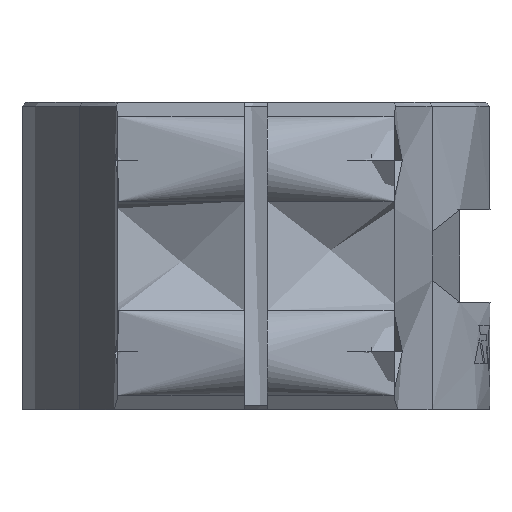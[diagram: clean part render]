
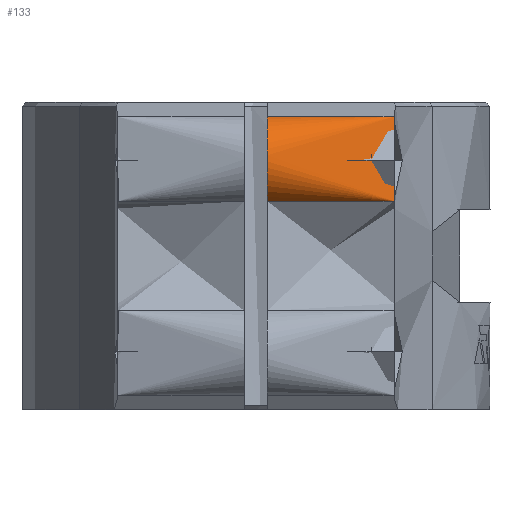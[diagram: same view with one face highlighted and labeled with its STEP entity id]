
A CAD part, left-side view. The second image highlights one B-rep face of the part: STEP entity #133.
In plain terms, the highlighted free-form (B-spline) face has degree [2, 1] with [9, 2] control points.
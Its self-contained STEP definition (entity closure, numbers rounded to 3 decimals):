
#133=ADVANCED_FACE('',(#281),#4543,.T.);
#281=FACE_OUTER_BOUND('',#448,.T.);
#448=EDGE_LOOP('',(#1109,#1110,#1111,#1112));
#1109=ORIENTED_EDGE('',*,*,#4101,.T.);
#1110=ORIENTED_EDGE('',*,*,#4102,.T.);
#1111=ORIENTED_EDGE('',*,*,#3725,.F.);
#1112=ORIENTED_EDGE('',*,*,#3890,.F.);
#1357=(
BOUNDED_CURVE()
B_SPLINE_CURVE(2,(#9003,#9004,#9005,#9006,#9007),.UNSPECIFIED.,.F.,.F.)
B_SPLINE_CURVE_WITH_KNOTS((3,2,3),(-15.77,-7.885,
0.),.UNSPECIFIED.)
CURVE()
GEOMETRIC_REPRESENTATION_ITEM()
RATIONAL_B_SPLINE_CURVE((1.,0.836,1.,0.836,1.))
REPRESENTATION_ITEM('')
);
#1358=(
BOUNDED_CURVE()
B_SPLINE_CURVE(2,(#9008,#9009,#9010,#9011,#9012),.UNSPECIFIED.,.F.,.F.)
B_SPLINE_CURVE_WITH_KNOTS((3,2,3),(-15.77,-7.885,
0.),.UNSPECIFIED.)
CURVE()
GEOMETRIC_REPRESENTATION_ITEM()
RATIONAL_B_SPLINE_CURVE((1.,0.836,1.,0.836,1.))
REPRESENTATION_ITEM('')
);
#1526=(
BOUNDED_CURVE()
B_SPLINE_CURVE(2,(#14800,#14801,#14802,#14803,#14804),.UNSPECIFIED.,.F.,
 .F.)
B_SPLINE_CURVE_WITH_KNOTS((3,2,3),(0.,7.885,15.77),
 .UNSPECIFIED.)
CURVE()
GEOMETRIC_REPRESENTATION_ITEM()
RATIONAL_B_SPLINE_CURVE((1.,0.836,1.,0.836,1.))
REPRESENTATION_ITEM('')
);
#1546=(
BOUNDED_CURVE()
B_SPLINE_CURVE(2,(#15292,#15293,#15294,#15295,#15296),.UNSPECIFIED.,.F.,
 .F.)
B_SPLINE_CURVE_WITH_KNOTS((3,2,3),(0.,7.885,15.77),
 .UNSPECIFIED.)
CURVE()
GEOMETRIC_REPRESENTATION_ITEM()
RATIONAL_B_SPLINE_CURVE((1.,0.836,1.,0.836,1.))
REPRESENTATION_ITEM('')
);
#1585=PCURVE('',#4428,#2441);
#1781=PCURVE('',#4498,#2637);
#2185=PCURVE('',#4543,#3041);
#2186=PCURVE('',#4543,#3042);
#2187=PCURVE('',#4543,#3043);
#2188=PCURVE('',#4543,#3044);
#2196=PCURVE('',#4456,#3052);
#2295=PCURVE('',#4465,#3151);
#2441=DEFINITIONAL_REPRESENTATION('',(#1358),#15965);
#2637=DEFINITIONAL_REPRESENTATION('',(#4909),#15965);
#3041=DEFINITIONAL_REPRESENTATION('',(#5429),#15965);
#3042=DEFINITIONAL_REPRESENTATION('',(#5431),#15965);
#3043=DEFINITIONAL_REPRESENTATION('',(#5432),#15965);
#3044=DEFINITIONAL_REPRESENTATION('',(#5433),#15965);
#3052=DEFINITIONAL_REPRESENTATION('',(#5442),#15965);
#3151=DEFINITIONAL_REPRESENTATION('',(#1546),#15965);
#3297=SURFACE_CURVE('',#1357,(#1585,#2187),.PCURVE_S1.);
#3462=SURFACE_CURVE('',#4908,(#1781,#2188),.PCURVE_S1.);
#3673=SURFACE_CURVE('',#1526,(#2185,#2295),.PCURVE_S1.);
#3674=SURFACE_CURVE('',#5430,(#2186,#2196),.PCURVE_S1.);
#3725=EDGE_CURVE('',#4153,#4154,#3297,.T.);
#3890=EDGE_CURVE('',#4291,#4153,#3462,.T.);
#4101=EDGE_CURVE('',#4291,#4417,#3673,.T.);
#4102=EDGE_CURVE('',#4417,#4154,#3674,.T.);
#4153=VERTEX_POINT('',#8401);
#4154=VERTEX_POINT('',#8402);
#4291=VERTEX_POINT('',#8539);
#4417=VERTEX_POINT('',#8665);
#4428=B_SPLINE_SURFACE_WITH_KNOTS('',1,1,((#5723,#5724),(#5725,#5726)),
 .UNSPECIFIED.,.F.,.F.,.F.,(2,2),(2,2),(-24.012,24.012),(-7.091,
7.091),.UNSPECIFIED.);
#4456=B_SPLINE_SURFACE_WITH_KNOTS('',1,1,((#7963,#7964),(#7965,#7966)),
 .UNSPECIFIED.,.F.,.F.,.F.,(2,2),(2,2),(-10.043,10.043),
(-3.282,3.282),.UNSPECIFIED.);
#4465=B_SPLINE_SURFACE_WITH_KNOTS('',1,1,((#8191,#8192),(#8193,#8194)),
 .UNSPECIFIED.,.F.,.F.,.F.,(2,2),(2,2),(-2.989,2.989),
(-7.342,7.342),.UNSPECIFIED.);
#4498=(
BOUNDED_SURFACE()
B_SPLINE_SURFACE(1,2,((#6635,#6636,#6637,#6638,#6639,#6640,#6641,#6642,
#6643),(#6644,#6645,#6646,#6647,#6648,#6649,#6650,#6651,#6652)),
 .UNSPECIFIED.,.F.,.F.,.F.)
B_SPLINE_SURFACE_WITH_KNOTS((2,2),(3,2,2,2,3),(0.,20.088),(0.,
1.571,3.142,4.712,6.283),
 .UNSPECIFIED.)
GEOMETRIC_REPRESENTATION_ITEM()
RATIONAL_B_SPLINE_SURFACE(((1.,0.707,1.,0.707,1.,
0.707,1.,0.707,1.),(1.,0.707,1.,0.707,
1.,0.707,1.,0.707,1.)))
REPRESENTATION_ITEM('')
SURFACE()
);
#4543=(
BOUNDED_SURFACE()
B_SPLINE_SURFACE(2,1,((#7927,#7928),(#7929,#7930),(#7931,#7932),(#7933,
#7934),(#7935,#7936),(#7937,#7938),(#7939,#7940),(#7941,#7942),(#7943,#7944)),
 .UNSPECIFIED.,.T.,.F.,.F.)
B_SPLINE_SURFACE_WITH_KNOTS((3,2,2,2,3),(2,2),(0.,1.571,3.142,
4.712,6.283),(0.,19.824),.UNSPECIFIED.)
GEOMETRIC_REPRESENTATION_ITEM()
RATIONAL_B_SPLINE_SURFACE(((1.,1.),(0.707,0.707),
(1.,1.),(0.707,0.707),(1.,1.),(0.707,
0.707),(1.,1.),(0.707,0.707),(1.,1.)))
REPRESENTATION_ITEM('')
SURFACE()
);
#4908=B_SPLINE_CURVE_WITH_KNOTS('',1,(#11042,#11043),.UNSPECIFIED.,.F.,
 .F.,(2,2),(0.,16.5),.UNSPECIFIED.);
#4909=B_SPLINE_CURVE_WITH_KNOTS('',1,(#11044,#11045),.UNSPECIFIED.,.F.,
 .F.,(2,2),(0.,16.5),.UNSPECIFIED.);
#5429=B_SPLINE_CURVE_WITH_KNOTS('',1,(#14805,#14806),.UNSPECIFIED.,.F.,
 .F.,(2,2),(0.,15.77),.UNSPECIFIED.);
#5430=B_SPLINE_CURVE_WITH_KNOTS('',1,(#14807,#14808),.UNSPECIFIED.,.F.,
 .F.,(2,2),(0.,16.5),.UNSPECIFIED.);
#5431=B_SPLINE_CURVE_WITH_KNOTS('',1,(#14809,#14810),.UNSPECIFIED.,.F.,
 .F.,(2,2),(0.,16.5),.UNSPECIFIED.);
#5432=B_SPLINE_CURVE_WITH_KNOTS('',1,(#14811,#14812),.UNSPECIFIED.,.F.,
 .F.,(2,2),(-15.77,0.),.UNSPECIFIED.);
#5433=B_SPLINE_CURVE_WITH_KNOTS('',1,(#14813,#14814),.UNSPECIFIED.,.F.,
 .F.,(2,2),(0.,16.5),.UNSPECIFIED.);
#5442=B_SPLINE_CURVE_WITH_KNOTS('',1,(#14837,#14838),.UNSPECIFIED.,.F.,
 .F.,(2,2),(0.,16.5),.UNSPECIFIED.);
#5723=CARTESIAN_POINT('',(-25.233,-1.5,44.012));
#5724=CARTESIAN_POINT('',(-39.414,-1.5,44.012));
#5725=CARTESIAN_POINT('',(-25.233,-1.5,-4.012));
#5726=CARTESIAN_POINT('',(-39.414,-1.5,-4.012));
#6635=CARTESIAN_POINT('',(-46.305,-19.904,20.));
#6636=CARTESIAN_POINT('',(-46.305,-19.904,28.));
#6637=CARTESIAN_POINT('',(-38.305,-19.904,28.));
#6638=CARTESIAN_POINT('',(-30.305,-19.904,28.));
#6639=CARTESIAN_POINT('',(-30.305,-19.904,20.));
#6640=CARTESIAN_POINT('',(-30.305,-19.904,12.));
#6641=CARTESIAN_POINT('',(-38.305,-19.904,12.));
#6642=CARTESIAN_POINT('',(-46.305,-19.904,12.));
#6643=CARTESIAN_POINT('',(-46.305,-19.904,20.));
#6644=CARTESIAN_POINT('',(-46.305,0.184,20.));
#6645=CARTESIAN_POINT('',(-46.305,0.184,28.));
#6646=CARTESIAN_POINT('',(-38.305,0.184,28.));
#6647=CARTESIAN_POINT('',(-30.305,0.184,28.));
#6648=CARTESIAN_POINT('',(-30.305,0.184,20.));
#6649=CARTESIAN_POINT('',(-30.305,0.184,12.));
#6650=CARTESIAN_POINT('',(-38.305,0.184,12.));
#6651=CARTESIAN_POINT('',(-46.305,0.184,12.));
#6652=CARTESIAN_POINT('',(-46.305,0.184,20.));
#7927=CARTESIAN_POINT('',(-26.,-19.662,32.5));
#7928=CARTESIAN_POINT('',(-26.,0.162,32.5));
#7929=CARTESIAN_POINT('',(-26.,-19.662,26.5));
#7930=CARTESIAN_POINT('',(-26.,0.162,26.5));
#7931=CARTESIAN_POINT('',(-32.,-19.662,26.5));
#7932=CARTESIAN_POINT('',(-32.,0.162,26.5));
#7933=CARTESIAN_POINT('',(-38.,-19.662,26.5));
#7934=CARTESIAN_POINT('',(-38.,0.162,26.5));
#7935=CARTESIAN_POINT('',(-38.,-19.662,32.5));
#7936=CARTESIAN_POINT('',(-38.,0.162,32.5));
#7937=CARTESIAN_POINT('',(-38.,-19.662,38.5));
#7938=CARTESIAN_POINT('',(-38.,0.162,38.5));
#7939=CARTESIAN_POINT('',(-32.,-19.662,38.5));
#7940=CARTESIAN_POINT('',(-32.,0.162,38.5));
#7941=CARTESIAN_POINT('',(-26.,-19.662,38.5));
#7942=CARTESIAN_POINT('',(-26.,0.162,38.5));
#7943=CARTESIAN_POINT('',(-26.,-19.662,32.5));
#7944=CARTESIAN_POINT('',(-26.,0.162,32.5));
#7963=CARTESIAN_POINT('',(-28.411,-19.903,40.191));
#7964=CARTESIAN_POINT('',(-34.578,-19.903,37.947));
#7965=CARTESIAN_POINT('',(-28.411,0.184,40.191));
#7966=CARTESIAN_POINT('',(-34.578,0.184,37.947));
#8191=CARTESIAN_POINT('',(-38.73,-18.,24.975));
#8192=CARTESIAN_POINT('',(-38.73,-18.,39.66));
#8193=CARTESIAN_POINT('',(-32.752,-18.,24.975));
#8194=CARTESIAN_POINT('',(-32.752,-18.,39.66));
#8401=CARTESIAN_POINT('',(-34.702,-1.5,27.143));
#8402=CARTESIAN_POINT('',(-34.052,-1.5,38.138));
#8539=CARTESIAN_POINT('',(-34.702,-18.,27.143));
#8665=CARTESIAN_POINT('',(-34.052,-18.,38.138));
#9003=CARTESIAN_POINT('',(-34.702,-1.5,27.143));
#9004=CARTESIAN_POINT('',(-38.222,-1.5,28.918));
#9005=CARTESIAN_POINT('',(-37.99,-1.5,32.854));
#9006=CARTESIAN_POINT('',(-37.757,-1.5,36.79));
#9007=CARTESIAN_POINT('',(-34.052,-1.5,38.138));
#9008=CARTESIAN_POINT('',(-7.143,2.379));
#9009=CARTESIAN_POINT('',(-8.918,5.899));
#9010=CARTESIAN_POINT('',(-12.854,5.666));
#9011=CARTESIAN_POINT('',(-16.79,5.434));
#9012=CARTESIAN_POINT('',(-18.138,1.729));
#11042=CARTESIAN_POINT('',(-34.702,-18.,27.143));
#11043=CARTESIAN_POINT('',(-34.702,-1.5,27.143));
#11044=CARTESIAN_POINT('',(1.904,2.052));
#11045=CARTESIAN_POINT('',(18.404,2.052));
#14800=CARTESIAN_POINT('',(-34.702,-18.,27.143));
#14801=CARTESIAN_POINT('',(-38.222,-18.,28.918));
#14802=CARTESIAN_POINT('',(-37.99,-18.,32.854));
#14803=CARTESIAN_POINT('',(-37.757,-18.,36.79));
#14804=CARTESIAN_POINT('',(-34.052,-18.,38.138));
#14805=CARTESIAN_POINT('',(2.052,1.662));
#14806=CARTESIAN_POINT('',(4.347,1.662));
#14807=CARTESIAN_POINT('',(-34.052,-18.,38.138));
#14808=CARTESIAN_POINT('',(-34.052,-1.5,38.138));
#14809=CARTESIAN_POINT('',(4.347,1.662));
#14810=CARTESIAN_POINT('',(4.347,18.162));
#14811=CARTESIAN_POINT('',(2.052,18.162));
#14812=CARTESIAN_POINT('',(4.347,18.162));
#14813=CARTESIAN_POINT('',(2.052,1.662));
#14814=CARTESIAN_POINT('',(2.052,18.162));
#14837=CARTESIAN_POINT('',(-8.141,2.722));
#14838=CARTESIAN_POINT('',(8.359,2.722));
#15292=CARTESIAN_POINT('',(1.039,-5.175));
#15293=CARTESIAN_POINT('',(-2.481,-3.399));
#15294=CARTESIAN_POINT('',(-2.248,0.536));
#15295=CARTESIAN_POINT('',(-2.016,4.472));
#15296=CARTESIAN_POINT('',(1.689,5.82));
#15965=(
GEOMETRIC_REPRESENTATION_CONTEXT(2)
PARAMETRIC_REPRESENTATION_CONTEXT()
REPRESENTATION_CONTEXT('pspace','')
);
